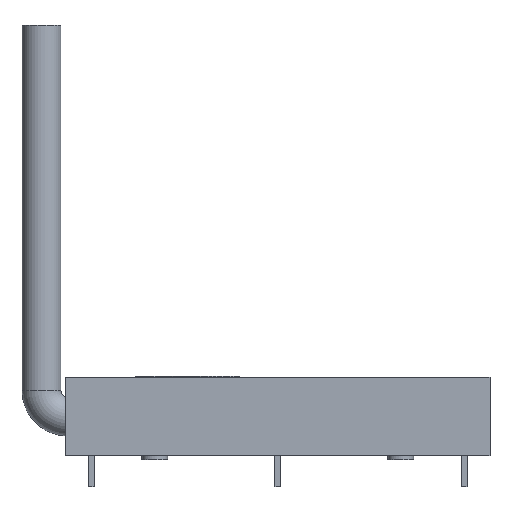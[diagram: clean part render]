
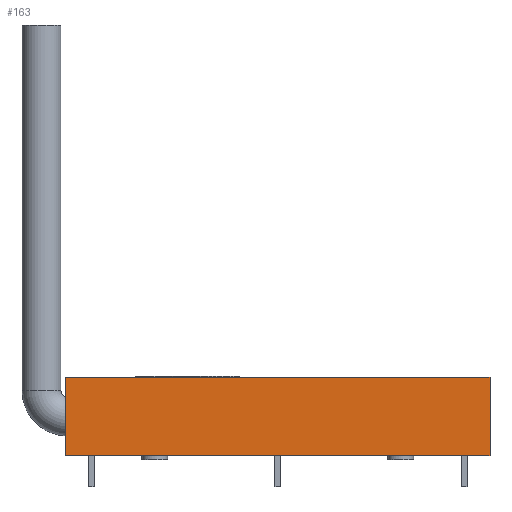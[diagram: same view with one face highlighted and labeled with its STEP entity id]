
A CAD part, front view. The second image highlights one B-rep face of the part: STEP entity #163.
In plain terms, the highlighted planar face has unit normal (0, -1, 0).
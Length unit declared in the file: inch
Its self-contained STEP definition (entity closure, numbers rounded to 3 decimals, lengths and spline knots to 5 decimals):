
#72=FACE_OUTER_BOUND('',#489,.T.);
#163=ADVANCED_FACE('',(#72),#274,.T.);
#274=PLANE('',#1883);
#489=EDGE_LOOP('',(#671,#672,#673,#674));
#671=ORIENTED_EDGE('',*,*,#1294,.F.);
#672=ORIENTED_EDGE('',*,*,#1293,.F.);
#673=ORIENTED_EDGE('',*,*,#1257,.T.);
#674=ORIENTED_EDGE('',*,*,#1295,.T.);
#1091=VERTEX_POINT('',#2494);
#1093=VERTEX_POINT('',#2498);
#1128=VERTEX_POINT('',#2627);
#1129=VERTEX_POINT('',#2632);
#1257=EDGE_CURVE('',#1091,#1093,#1487,.T.);
#1293=EDGE_CURVE('',#1091,#1128,#1509,.T.);
#1294=EDGE_CURVE('',#1128,#1129,#1510,.T.);
#1295=EDGE_CURVE('',#1093,#1129,#1511,.T.);
#1487=LINE('',#2499,#1670);
#1509=LINE('',#2629,#1692);
#1510=LINE('',#2631,#1693);
#1511=LINE('',#2633,#1694);
#1670=VECTOR('',#2019,1.);
#1692=VECTOR('',#2063,1.);
#1693=VECTOR('',#2066,1.);
#1694=VECTOR('',#2067,1.);
#1883=AXIS2_PLACEMENT_3D('',#2634,#2068,#2069);
#2019=DIRECTION('',(-1.,0.,0.));
#2063=DIRECTION('',(0.,0.,-1.));
#2066=DIRECTION('',(-1.,0.,0.));
#2067=DIRECTION('',(0.,0.,-1.));
#2068=DIRECTION('',(0.,-1.,0.));
#2069=DIRECTION('',(0.,0.,-1.));
#2494=CARTESIAN_POINT('',(2.05,0.,0.38));
#2498=CARTESIAN_POINT('',(0.,0.,0.38));
#2499=CARTESIAN_POINT('',(2.05,0.,0.38));
#2627=CARTESIAN_POINT('',(2.05,0.,0.));
#2629=CARTESIAN_POINT('',(2.05,0.,0.38));
#2631=CARTESIAN_POINT('',(2.05,0.,0.));
#2632=CARTESIAN_POINT('',(0.,0.,0.));
#2633=CARTESIAN_POINT('',(0.,0.,0.38));
#2634=CARTESIAN_POINT('',(2.05,0.,0.38));
